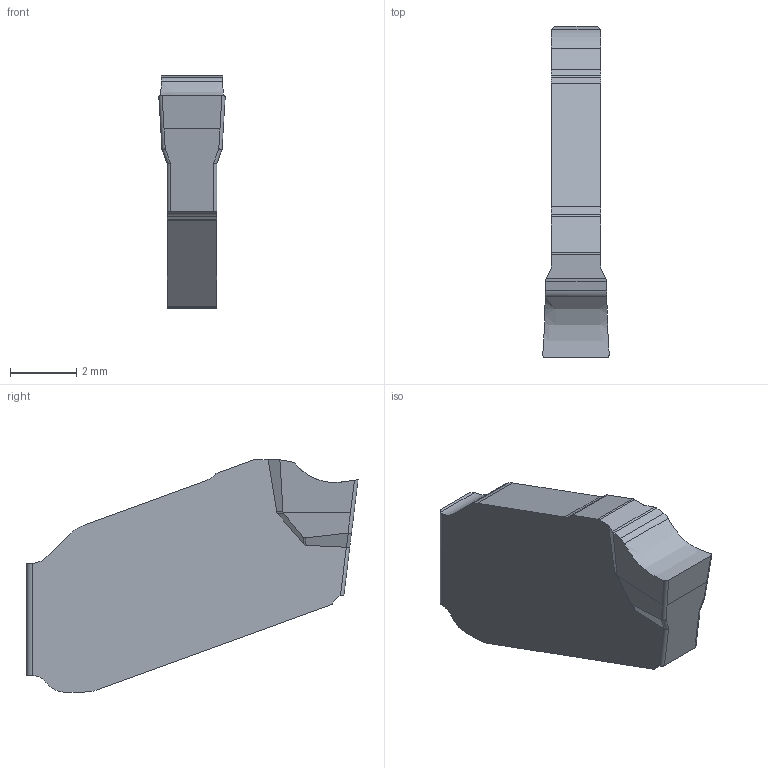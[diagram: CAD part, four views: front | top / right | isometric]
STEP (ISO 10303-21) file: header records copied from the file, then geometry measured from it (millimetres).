
FILE_DESCRIPTION(/* description */ (''),/* implementation_level */ '2;1');
FILE_NAME(/* name */ 'aaa340554_a.stp',/* time_stamp */ '2019-10-07T09:50:37+02:00',/* author */ (''),/* organization */ ('SMS'),/* preprocessor_version */ 'ST-DEVELOPER v16.7',/* originating_system */ 'SIEMENS PLM Software NX 12.0',/* authorisation */ '');
FILE_SCHEMA (('AUTOMOTIVE_DESIGN { 1 0 10303 214 3 1 1 1 }'));
Length unit declared in the file: millimetre
Products named in the file (1): AAA340554_A
Bounding box: 2 x 10 x 7 mm (x, y, z)
Volume: 70.5 mm3; surface area: 135.8 mm2
Topology: 1 solids, 1 shells, 55 faces, 158 edges, 107 vertices
Faces by surface type: plane 27, cylinder 23, extrusion 5
Entity records: 2036 total; most frequent: CARTESIAN_POINT 506, ORIENTED_EDGE 314, DIRECTION 312, EDGE_CURVE 157, AXIS2_PLACEMENT_3D 107, VERTEX_POINT 104, VECTOR 98, LINE 93
